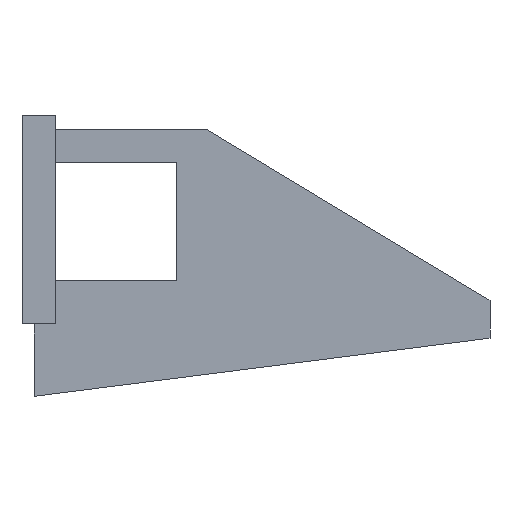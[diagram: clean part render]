
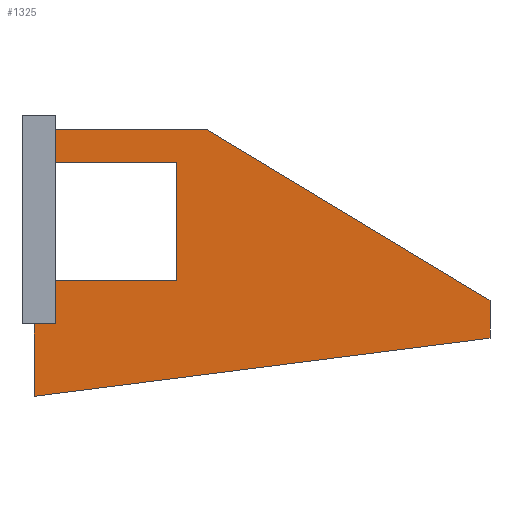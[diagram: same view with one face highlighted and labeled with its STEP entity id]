
A CAD part, left-side view. The second image highlights one B-rep face of the part: STEP entity #1325.
In plain terms, the highlighted planar face has unit normal (-1, 0, 0).
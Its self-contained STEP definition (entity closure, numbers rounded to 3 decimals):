
#55=PLANE('',#1421);
#107=FACE_OUTER_BOUND('',#185,.T.);
#185=EDGE_LOOP('',(#975,#976,#977,#978,#979,#980,#981,#982,#983,#984,#985));
#271=LINE('',#1922,#418);
#283=LINE('',#1945,#430);
#294=LINE('',#1969,#441);
#299=LINE('',#1981,#446);
#300=LINE('',#1983,#447);
#301=LINE('',#1985,#448);
#302=LINE('',#1987,#449);
#303=LINE('',#1989,#450);
#304=LINE('',#1990,#451);
#305=LINE('',#1992,#452);
#306=LINE('',#1993,#453);
#418=VECTOR('',#1557,10.);
#430=VECTOR('',#1571,10.);
#441=VECTOR('',#1586,10.);
#446=VECTOR('',#1595,10.);
#447=VECTOR('',#1596,10.);
#448=VECTOR('',#1597,10.);
#449=VECTOR('',#1598,10.);
#450=VECTOR('',#1599,10.);
#451=VECTOR('',#1600,10.);
#452=VECTOR('',#1601,10.);
#453=VECTOR('',#1602,10.);
#615=VERTEX_POINT('',#1919);
#616=VERTEX_POINT('',#1921);
#625=VERTEX_POINT('',#1941);
#636=VERTEX_POINT('',#1966);
#637=VERTEX_POINT('',#1968);
#642=VERTEX_POINT('',#1980);
#643=VERTEX_POINT('',#1982);
#644=VERTEX_POINT('',#1984);
#645=VERTEX_POINT('',#1986);
#646=VERTEX_POINT('',#1988);
#647=VERTEX_POINT('',#1991);
#743=EDGE_CURVE('',#616,#615,#271,.T.);
#755=EDGE_CURVE('',#625,#616,#283,.T.);
#766=EDGE_CURVE('',#637,#636,#294,.T.);
#772=EDGE_CURVE('',#642,#625,#299,.T.);
#773=EDGE_CURVE('',#615,#643,#300,.T.);
#774=EDGE_CURVE('',#643,#644,#301,.T.);
#775=EDGE_CURVE('',#644,#645,#302,.T.);
#776=EDGE_CURVE('',#645,#646,#303,.T.);
#777=EDGE_CURVE('',#646,#637,#304,.T.);
#778=EDGE_CURVE('',#636,#647,#305,.T.);
#779=EDGE_CURVE('',#647,#642,#306,.T.);
#975=ORIENTED_EDGE('',*,*,#772,.T.);
#976=ORIENTED_EDGE('',*,*,#755,.T.);
#977=ORIENTED_EDGE('',*,*,#743,.T.);
#978=ORIENTED_EDGE('',*,*,#773,.T.);
#979=ORIENTED_EDGE('',*,*,#774,.T.);
#980=ORIENTED_EDGE('',*,*,#775,.T.);
#981=ORIENTED_EDGE('',*,*,#776,.T.);
#982=ORIENTED_EDGE('',*,*,#777,.T.);
#983=ORIENTED_EDGE('',*,*,#766,.T.);
#984=ORIENTED_EDGE('',*,*,#778,.T.);
#985=ORIENTED_EDGE('',*,*,#779,.T.);
#1325=ADVANCED_FACE('',(#107),#55,.T.);
#1421=AXIS2_PLACEMENT_3D('',#1979,#1593,#1594);
#1557=DIRECTION('',(0.,-0.992,0.126));
#1571=DIRECTION('',(0.,0.,-1.));
#1586=DIRECTION('',(0.,0.,-1.));
#1593=DIRECTION('center_axis',(-1.,0.,0.));
#1594=DIRECTION('ref_axis',(0.,0.,1.));
#1595=DIRECTION('',(0.,1.,0.));
#1596=DIRECTION('',(0.,0.,1.));
#1597=DIRECTION('',(0.,0.857,0.516));
#1598=DIRECTION('',(0.,1.,0.));
#1599=DIRECTION('',(0.,0.,-1.));
#1600=DIRECTION('',(0.,-1.,0.));
#1601=DIRECTION('',(0.,1.,0.));
#1602=DIRECTION('',(0.,0.,-1.));
#1919=CARTESIAN_POINT('',(-25.,5.,15.));
#1921=CARTESIAN_POINT('',(-25.,109.,1.75));
#1922=CARTESIAN_POINT('',(-25.,5.,15.));
#1941=CARTESIAN_POINT('',(-25.,109.,18.25));
#1945=CARTESIAN_POINT('',(-25.,109.,1.75));
#1966=CARTESIAN_POINT('',(-25.,76.5,28.15));
#1968=CARTESIAN_POINT('',(-25.,76.5,55.15));
#1969=CARTESIAN_POINT('',(-25.,76.5,28.15));
#1979=CARTESIAN_POINT('Origin',(-25.,57.,32.125));
#1980=CARTESIAN_POINT('',(-25.,104.,18.25));
#1981=CARTESIAN_POINT('',(-25.,80.5,18.25));
#1982=CARTESIAN_POINT('',(-25.,5.,23.638));
#1983=CARTESIAN_POINT('',(-25.,5.,16.888));
#1984=CARTESIAN_POINT('',(-25.,69.5,62.5));
#1985=CARTESIAN_POINT('',(-25.,5.,23.638));
#1986=CARTESIAN_POINT('',(-25.,104.,62.5));
#1987=CARTESIAN_POINT('',(-25.,109.,62.5));
#1988=CARTESIAN_POINT('',(-25.,104.,55.15));
#1989=CARTESIAN_POINT('',(-25.,104.,48.938));
#1990=CARTESIAN_POINT('',(-25.,104.,55.15));
#1991=CARTESIAN_POINT('',(-25.,104.,28.15));
#1992=CARTESIAN_POINT('',(-25.,104.,28.15));
#1993=CARTESIAN_POINT('',(-25.,104.,48.938));
